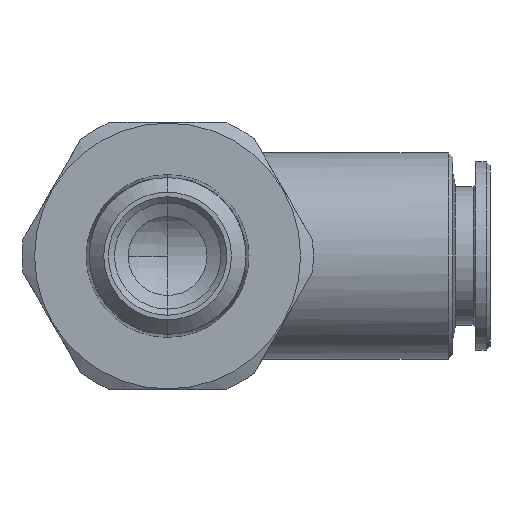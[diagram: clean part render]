
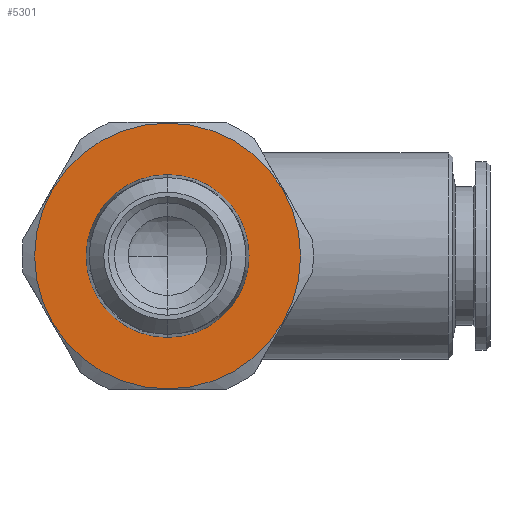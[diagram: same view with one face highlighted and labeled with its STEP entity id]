
A CAD part, front view. The second image highlights one B-rep face of the part: STEP entity #5301.
In plain terms, the highlighted planar face has unit normal (0, -1, 0).
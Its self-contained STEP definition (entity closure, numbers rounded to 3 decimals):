
#245 = AXIS2_PLACEMENT_3D ( 'NONE', #1198, #1712, #2663 ) ;
#439 = DIRECTION ( 'NONE',  ( 0., -1., 0. ) ) ;
#493 = EDGE_CURVE ( 'NONE', #3749, #5774, #3350, .T. ) ;
#515 = AXIS2_PLACEMENT_3D ( 'NONE', #4451, #439, #4489 ) ;
#566 = ORIENTED_EDGE ( 'NONE', *, *, #5459, .T. ) ;
#867 = VERTEX_POINT ( 'NONE', #2145 ) ;
#983 = ORIENTED_EDGE ( 'NONE', *, *, #3495, .F. ) ;
#1198 = CARTESIAN_POINT ( 'NONE',  ( 6.75, -26.1, 0. ) ) ;
#1226 = FACE_OUTER_BOUND ( 'NONE', #1855, .T. ) ;
#1262 = AXIS2_PLACEMENT_3D ( 'NONE', #3970, #4420, #1756 ) ;
#1290 = CARTESIAN_POINT ( 'NONE',  ( 0., -26.1, 0. ) ) ;
#1293 = CARTESIAN_POINT ( 'NONE',  ( 0., -26.1, -10.95 ) ) ;
#1500 = EDGE_LOOP ( 'NONE', ( #2334, #983 ) ) ;
#1712 = DIRECTION ( 'NONE',  ( 0., -1., 0. ) ) ;
#1756 = DIRECTION ( 'NONE',  ( 0., 0., -1. ) ) ;
#1855 = EDGE_LOOP ( 'NONE', ( #566, #3384 ) ) ;
#1944 = AXIS2_PLACEMENT_3D ( 'NONE', #1290, #2651, #3973 ) ;
#2145 = CARTESIAN_POINT ( 'NONE',  ( 0., -26.1, 6.707 ) ) ;
#2334 = ORIENTED_EDGE ( 'NONE', *, *, #4518, .F. ) ;
#2648 = VERTEX_POINT ( 'NONE', #5712 ) ;
#2651 = DIRECTION ( 'NONE',  ( 0., -1., 0. ) ) ;
#2663 = DIRECTION ( 'NONE',  ( 0., 0., -1. ) ) ;
#2709 = FACE_BOUND ( 'NONE', #1500, .T. ) ;
#2992 = AXIS2_PLACEMENT_3D ( 'NONE', #4797, #3376, #5227 ) ;
#3309 = CIRCLE ( 'NONE', #1262, 10.95 ) ;
#3350 = CIRCLE ( 'NONE', #515, 10.95 ) ;
#3376 = DIRECTION ( 'NONE',  ( 0., -1., 0. ) ) ;
#3384 = ORIENTED_EDGE ( 'NONE', *, *, #493, .T. ) ;
#3427 = PLANE ( 'NONE',  #245 ) ;
#3495 = EDGE_CURVE ( 'NONE', #2648, #867, #4649, .T. ) ;
#3749 = VERTEX_POINT ( 'NONE', #1293 ) ;
#3970 = CARTESIAN_POINT ( 'NONE',  ( 0., -26.1, 0. ) ) ;
#3973 = DIRECTION ( 'NONE',  ( 0., 0., -1. ) ) ;
#4420 = DIRECTION ( 'NONE',  ( 0., -1., 0. ) ) ;
#4451 = CARTESIAN_POINT ( 'NONE',  ( 0., -26.1, 0. ) ) ;
#4489 = DIRECTION ( 'NONE',  ( 0., 0., -1. ) ) ;
#4518 = EDGE_CURVE ( 'NONE', #867, #2648, #5394, .T. ) ;
#4649 = CIRCLE ( 'NONE', #2992, 6.707 ) ;
#4797 = CARTESIAN_POINT ( 'NONE',  ( 0., -26.1, 0. ) ) ;
#5227 = DIRECTION ( 'NONE',  ( 0., 0., -1. ) ) ;
#5301 = ADVANCED_FACE ( 'NONE', ( #1226, #2709 ), #3427, .T. ) ;
#5303 = CARTESIAN_POINT ( 'NONE',  ( 0., -26.1, 10.95 ) ) ;
#5394 = CIRCLE ( 'NONE', #1944, 6.707 ) ;
#5459 = EDGE_CURVE ( 'NONE', #5774, #3749, #3309, .T. ) ;
#5712 = CARTESIAN_POINT ( 'NONE',  ( 0., -26.1, -6.707 ) ) ;
#5774 = VERTEX_POINT ( 'NONE', #5303 ) ;
